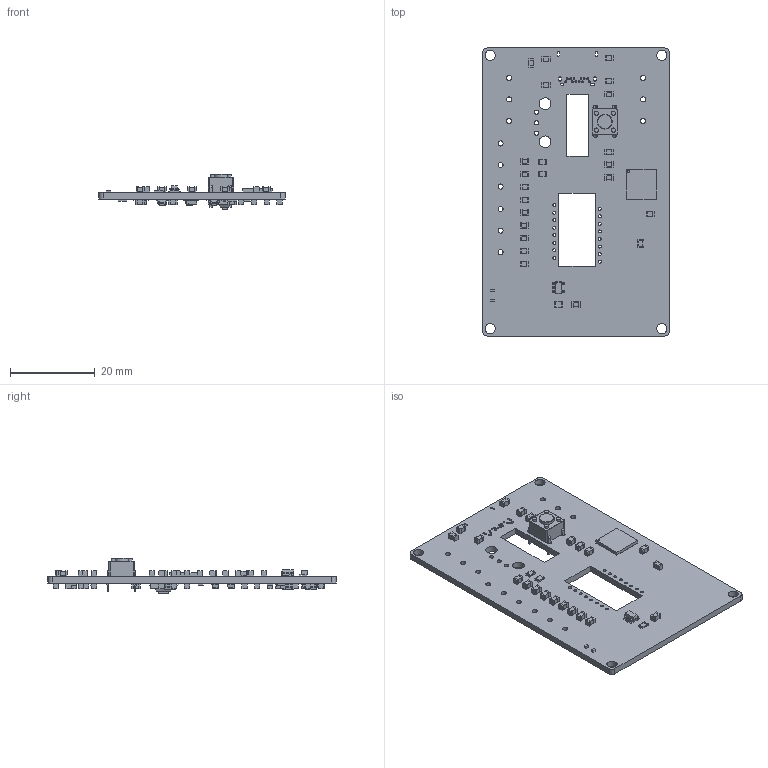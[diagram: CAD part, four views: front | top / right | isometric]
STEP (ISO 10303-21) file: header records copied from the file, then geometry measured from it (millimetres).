
FILE_DESCRIPTION(('KiCad electronic assembly'),'2;1');
FILE_NAME('mouse.step','2025-11-27T15:54:10',('Pcbnew'),('Kicad'), 'Open CASCADE STEP processor 7.9','KiCad to STEP converter','Unknown' );
FILE_SCHEMA(('AUTOMOTIVE_DESIGN { 1 0 10303 214 1 1 1 1 }'));
Length unit declared in the file: millimetre
Products named in the file (11): mouse 1; C_0805_2012Metric; SW_PUSH_6mm; R_0805_2012Metric; L_0805_2012Metric; SOT-23-5; C_0402_1005Metric; Nordic_AQFN-73-1EP_7x7mm_P0.5mm; SW_SPST_CK_RS282G05A3; D_SOD-123F; mouse_PCB
Assembly tree (77 placements, depth 2):
  mouse 1
    C_0805_2012Metric  x43
    SW_PUSH_6mm
    R_0805_2012Metric  x14
    L_0805_2012Metric  x4
    SOT-23-5  x4
    C_0402_1005Metric  x2
    Nordic_AQFN-73-1EP_7x7mm_P0.5mm
    SW_SPST_CK_RS282G05A3
    D_SOD-123F  x6
    mouse_PCB
Bounding box: 44 x 68 x 8.48 mm (x, y, z)
Volume: 4501.5 mm3; surface area: 7536.4 mm2
Topology: 77 solids, 77 shells, 2773 faces, 6999 edges, 4579 vertices
Faces by surface type: plane 1677, cylinder 971, bspline 124, torus 1
Full cylindrical faces by diameter (mm): 0.25 x73, 0.4 x12, 0.5 x1, 0.65 x1, 0.7 x16, 1 x7, 1.1 x4, 1.2 x12, 2.4 x4, 2.77 x2, 3.5 x1
Entity records: 25879 total; most frequent: CARTESIAN_POINT 3709, DIRECTION 3678, ORIENTED_EDGE 3386, EDGE_CURVE 1693, AXIS2_PLACEMENT_3D 1263, LINE 1152, VECTOR 1152, VERTEX_POINT 1106
